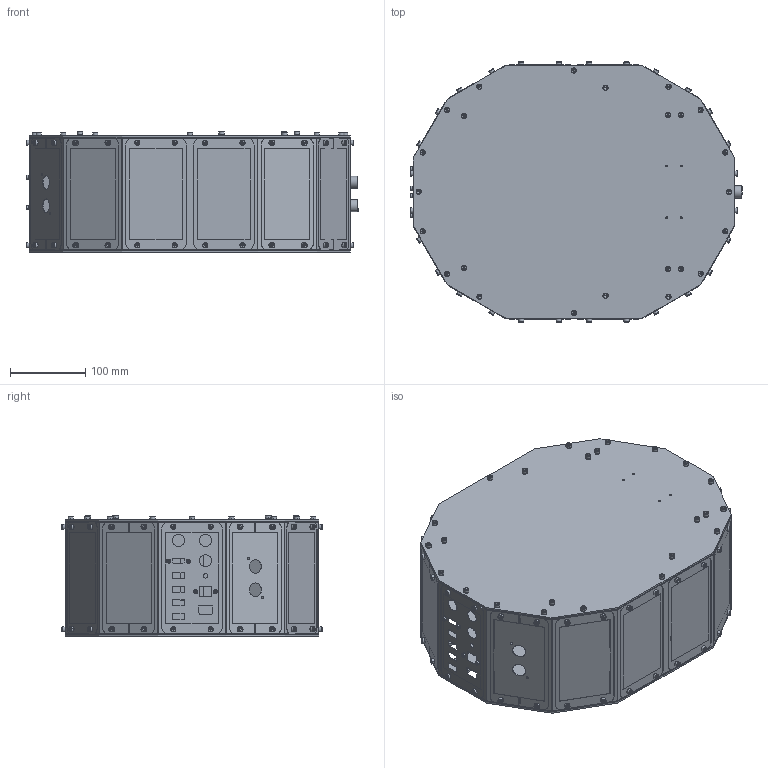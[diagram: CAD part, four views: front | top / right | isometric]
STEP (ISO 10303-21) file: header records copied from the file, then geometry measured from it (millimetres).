
FILE_DESCRIPTION(/* description */ (''),/* implementation_level */ '2;1');
FILE_NAME(/* name */ 'eva.stp',/* time_stamp */ '2020-10-28T10:45:41+03:00',/* author */ ('tayfu'),/* organization */ (''),/* preprocessor_version */ 'ST-DEVELOPER v18',/* originating_system */ 'Autodesk Inventor 2020',/* authorisation */ '');
FILE_SCHEMA (('AUTOMOTIVE_DESIGN { 1 0 10303 214 3 1 1 }'));
Length unit declared in the file: millimetre
Products named in the file (13): eva50; kat1; kemer-yan-üst; kemer-ön-arka; kontrol panel; kat2; plaka - ultrasonic; plaka - kapalı; US; Sensor; US-kart; DIN 912 - M4 x 0,7 x 10 x 8,25; DIN 912 - M3 x 0,5 x 10 x 8,75
Assembly tree (108 placements, depth 3):
  eva50
    kat1
    kemer-yan-üst  x2
    kemer-ön-arka  x2
    kontrol panel
    kat2
    plaka - ultrasonic  x2
    plaka - kapalı  x11
    US
      Sensor  x2
      US-kart
    DIN 912 - M4 x 0,7 x 10 x 8,25  x80
    DIN 912 - M3 x 0,5 x 10 x 8,75  x4
Bounding box: 440.38 x 344.88 x 160.5 mm (x, y, z)
Volume: 741556.6 mm3; surface area: 1048218.9 mm2
Topology: 107 solids, 107 shells, 2186 faces, 5770 edges, 3886 vertices
Faces by surface type: plane 1280, cylinder 519, torus 168, cone 168, bspline 51
Full cylindrical faces by diameter (mm): 1 x4, 2.54 x1, 3 x12, 4 x181, 5.5 x4, 6 x84, 7 x80, 16 x3, 16.2 x2, 18 x4
Entity records: 18639 total; most frequent: CARTESIAN_POINT 4166, DIRECTION 2841, ORIENTED_EDGE 2698, EDGE_CURVE 1349, LINE 957, VECTOR 957, AXIS2_PLACEMENT_3D 942, VERTEX_POINT 854
